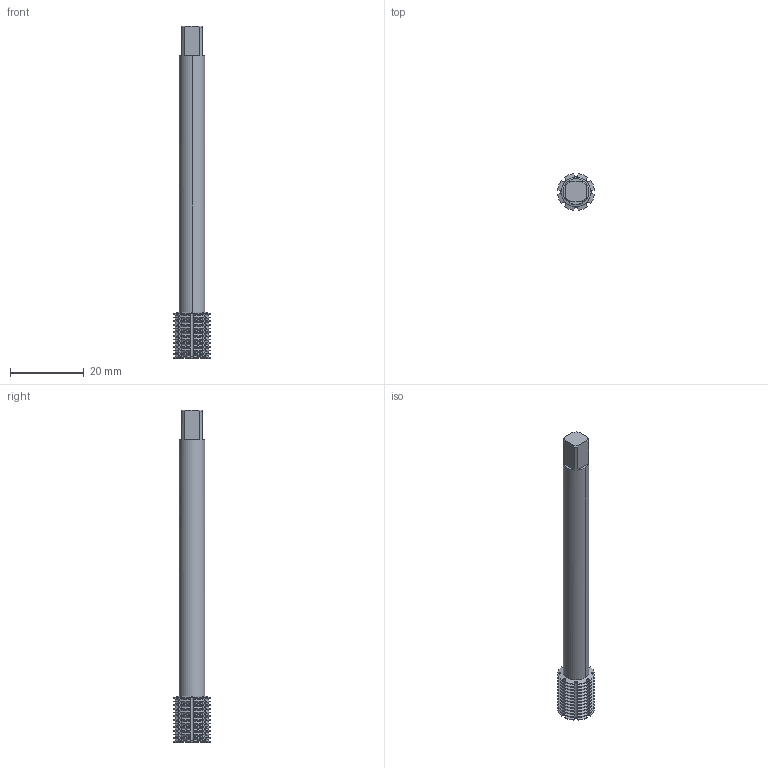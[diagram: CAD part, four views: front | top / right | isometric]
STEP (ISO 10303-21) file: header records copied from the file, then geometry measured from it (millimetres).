
FILE_DESCRIPTION(('no description'),'unknown implementation level');
FILE_NAME('solidKXv5lTibi7R9w53_hAXzga5cxDE_1.STP',' ',('CIM GmbH Aachen'),('CADClick - KiM GmbH - www.kimweb.de'),'unknown preprocess','ACIS','unknown authorization');
FILE_SCHEMA(('automotive_design'));
Length unit declared in the file: millimetre
Products named in the file (2): 1; 2
Bounding box: 9.94 x 9.94 x 90 mm (x, y, z)
Volume: 3724.4 mm3; surface area: 3106.1 mm2
Topology: 2 solids, 2 shells, 705 faces, 2095 edges, 1394 vertices
Faces by surface type: plane 241, cone 234, cylinder 214, torus 16
Entity records: 49712 total; most frequent: CARTESIAN_POINT 8079, STYLED_ITEM 4196, PRESENTATION_STYLE_ASSIGNMENT 4196, COLOUR_RGB 4196, ORIENTED_EDGE 4190, DIRECTION 3559, EDGE_CURVE 2095, CURVE_STYLE 2095
